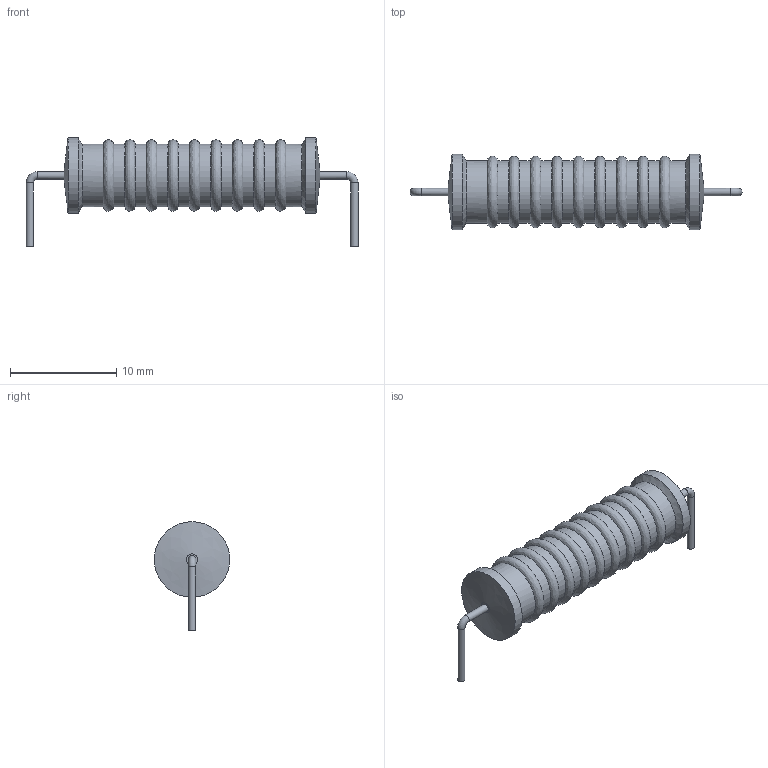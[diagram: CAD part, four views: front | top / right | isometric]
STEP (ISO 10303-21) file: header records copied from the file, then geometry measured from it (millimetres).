
FILE_DESCRIPTION(('FreeCAD Model'),'2;1');
FILE_NAME('L_Axial_L24.0mm_D7.1mm_P30.48mm_Horizontal_Vishay_IM-10-28.step', '2018-01-10T11:29:07',('kicad StepUp'),('ksu MCAD'), 'Open CASCADE STEP processor 6.8','FreeCAD','Unknown');
FILE_SCHEMA(('AUTOMOTIVE_DESIGN_CC2 { 1 2 10303 214 -1 1 5 4 }'));
Length unit declared in the file: millimetre
Products named in the file (1): L_Axial_L24.0mm_D7.1mm_P30.48mm_Horizontal_Vishay_IM-10-28
Bounding box: 31.18 x 7.1 x 10.2 mm (x, y, z)
Volume: 736.1 mm3; surface area: 663.8 mm2
Topology: 1 solids, 1 shells, 35 faces, 65 edges, 34 vertices
Faces by surface type: cylinder 14, revolution 13, plane 4, extrusion 2, torus 2
Full cylindrical faces by diameter (mm): 0.7 x2, 5.9 x10, 7.1 x2
Entity records: 2623 total; most frequent: CARTESIAN_POINT 2095, ORIENTED_EDGE 107, EDGE_CURVE 65, AXIS2_PLACEMENT_3D 42, FACE_BOUND 37, EDGE_LOOP 37, ADVANCED_FACE 35, STYLED_ITEM 35
